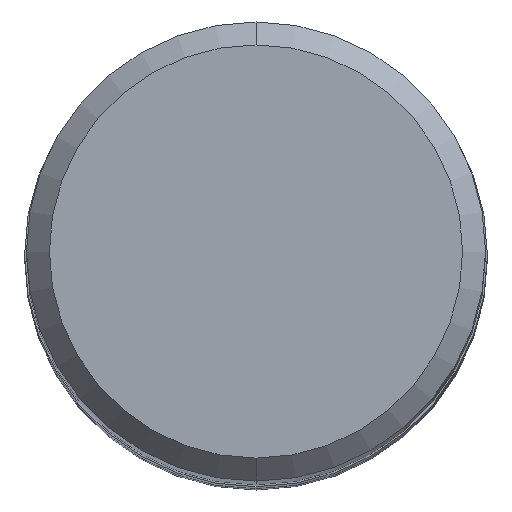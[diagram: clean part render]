
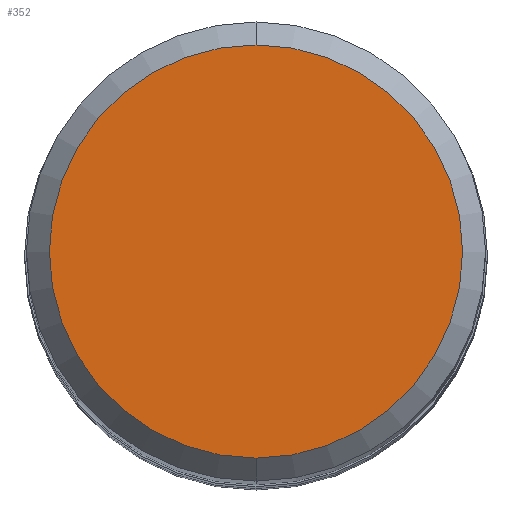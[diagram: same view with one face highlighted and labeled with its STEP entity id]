
A CAD part, top view. The second image highlights one B-rep face of the part: STEP entity #352.
In plain terms, the highlighted planar face has unit normal (0, 0, 1).
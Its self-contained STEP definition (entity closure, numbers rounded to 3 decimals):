
#276=EDGE_CURVE('',#288,#346,#586,.T.);
#288=VERTEX_POINT('',#598);
#346=VERTEX_POINT('',#666);
#352=ADVANCED_FACE('',(#672),#673,.T.);
#378=EDGE_CURVE('',#346,#288,#702,.T.);
#586=CIRCLE('',#1104,5.4);
#598=CARTESIAN_POINT('',(0.,-5.4,0.0));
#666=CARTESIAN_POINT('',(0.0,5.4,0.0));
#672=FACE_OUTER_BOUND('',#1257,.T.);
#673=PLANE('',#1258);
#702=CIRCLE('',#1329,5.4);
#1104=AXIS2_PLACEMENT_3D('',#1604,#1605,#1606);
#1257=EDGE_LOOP('',(#1725,#1726));
#1258=AXIS2_PLACEMENT_3D('',#1727,#1728,#1729);
#1329=AXIS2_PLACEMENT_3D('',#1758,#1759,#1760);
#1604=CARTESIAN_POINT('',(0.0,0.0,0.0));
#1605=DIRECTION('',(0.0,0.0,-1.0));
#1606=DIRECTION('',(0.0,1.0,0.0));
#1725=ORIENTED_EDGE('',*,*,#378,.F.);
#1726=ORIENTED_EDGE('',*,*,#276,.F.);
#1727=CARTESIAN_POINT('',(0.0,2.7,0.0));
#1728=DIRECTION('',(-0.0,0.0,1.0));
#1729=DIRECTION('',(0.0,-1.0,0.0));
#1758=CARTESIAN_POINT('',(0.0,0.0,0.0));
#1759=DIRECTION('',(0.0,0.0,-1.0));
#1760=DIRECTION('',(0.0,1.0,0.0));
